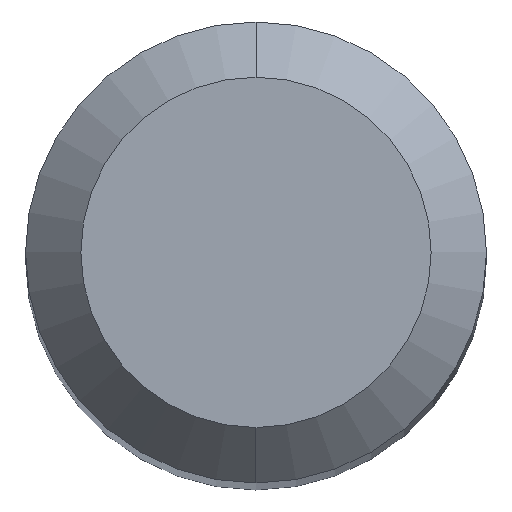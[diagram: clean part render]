
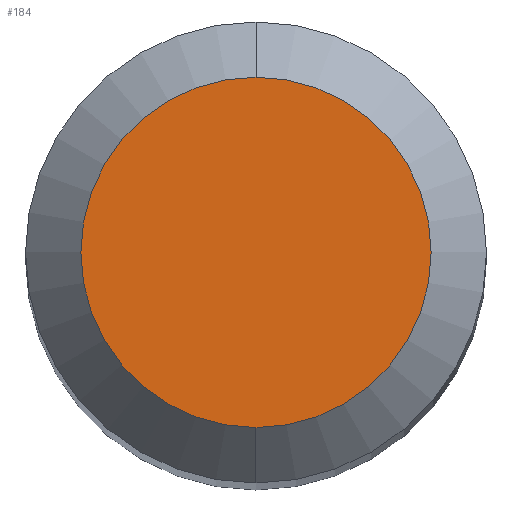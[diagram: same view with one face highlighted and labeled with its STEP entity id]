
A CAD part, top view. The second image highlights one B-rep face of the part: STEP entity #184.
In plain terms, the highlighted planar face has unit normal (0, 0, 1).
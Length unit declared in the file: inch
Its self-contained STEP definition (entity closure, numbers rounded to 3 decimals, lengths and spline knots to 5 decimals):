
#38 = DIRECTION ( 'NONE',  ( 0., 0., -1. ) ) ;
#65 = DIRECTION ( 'NONE',  ( 0., -1., 0. ) ) ;
#80 = CARTESIAN_POINT ( 'NONE',  ( 0., -0.0475, 0. ) ) ;
#104 = EDGE_CURVE ( 'NONE', #446, #176, #236, .T. ) ;
#130 = AXIS2_PLACEMENT_3D ( 'NONE', #312, #38, #406 ) ;
#147 = AXIS2_PLACEMENT_3D ( 'NONE', #500, #306, #65 ) ;
#151 = PLANE ( 'NONE',  #130 ) ;
#169 = EDGE_CURVE ( 'NONE', #176, #446, #300, .T. ) ;
#176 = VERTEX_POINT ( 'NONE', #355 ) ;
#184 = ADVANCED_FACE ( 'NONE', ( #234 ), #151, .F. ) ;
#234 = FACE_OUTER_BOUND ( 'NONE', #299, .T. ) ;
#236 = CIRCLE ( 'NONE', #277, 0.0475 ) ;
#253 = ORIENTED_EDGE ( 'NONE', *, *, #104, .T. ) ;
#277 = AXIS2_PLACEMENT_3D ( 'NONE', #502, #315, #463 ) ;
#299 = EDGE_LOOP ( 'NONE', ( #437, #253 ) ) ;
#300 = CIRCLE ( 'NONE', #147, 0.0475 ) ;
#306 = DIRECTION ( 'NONE',  ( 0., 0., 1. ) ) ;
#312 = CARTESIAN_POINT ( 'NONE',  ( 0., 0.0475, 0. ) ) ;
#315 = DIRECTION ( 'NONE',  ( 0., 0., 1. ) ) ;
#355 = CARTESIAN_POINT ( 'NONE',  ( 0., 0.0475, 0. ) ) ;
#406 = DIRECTION ( 'NONE',  ( 0., 1., 0. ) ) ;
#437 = ORIENTED_EDGE ( 'NONE', *, *, #169, .T. ) ;
#446 = VERTEX_POINT ( 'NONE', #80 ) ;
#463 = DIRECTION ( 'NONE',  ( 0., -1., 0. ) ) ;
#500 = CARTESIAN_POINT ( 'NONE',  ( 0., 0., 0. ) ) ;
#502 = CARTESIAN_POINT ( 'NONE',  ( 0., 0., 0. ) ) ;
